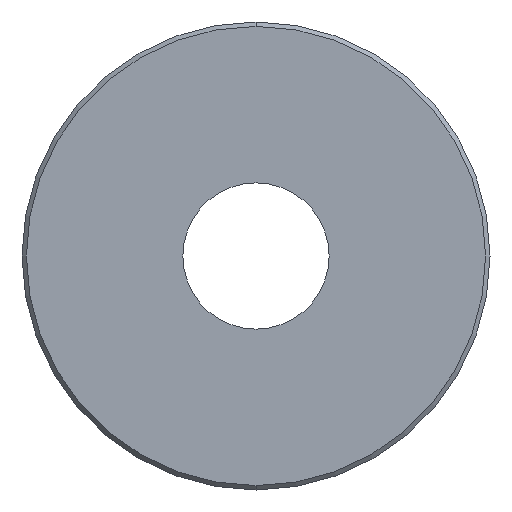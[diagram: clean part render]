
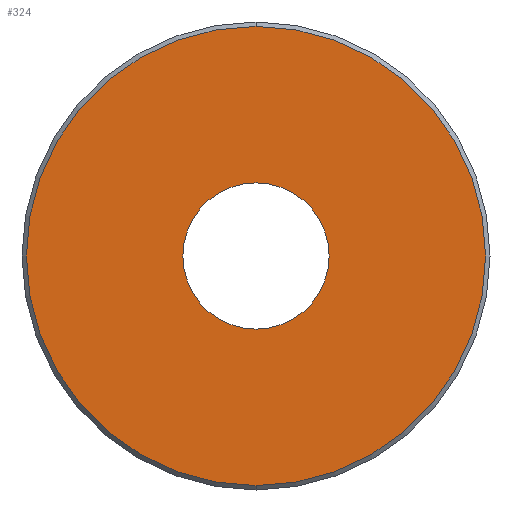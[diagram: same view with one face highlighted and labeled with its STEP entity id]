
A CAD part, front view. The second image highlights one B-rep face of the part: STEP entity #324.
In plain terms, the highlighted planar face has unit normal (0, -1, 0).
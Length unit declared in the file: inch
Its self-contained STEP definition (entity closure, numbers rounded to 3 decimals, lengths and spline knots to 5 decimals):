
#7 = CIRCLE ( 'NONE', #288, 0.0625 ) ;
#8 = EDGE_CURVE ( 'NONE', #143, #311, #170, .T. ) ;
#17 = CARTESIAN_POINT ( 'NONE',  ( 0., -0.0625, 0.0625 ) ) ;
#53 = AXIS2_PLACEMENT_3D ( 'NONE', #141, #256, #112 ) ;
#56 = FACE_OUTER_BOUND ( 'NONE', #328, .T. ) ;
#71 = ORIENTED_EDGE ( 'NONE', *, *, #95, .T. ) ;
#80 = DIRECTION ( 'NONE',  ( 0., -1., 0. ) ) ;
#83 = CARTESIAN_POINT ( 'NONE',  ( 0., -0.0625, 0. ) ) ;
#90 = DIRECTION ( 'NONE',  ( 0., 0., 1. ) ) ;
#95 = EDGE_CURVE ( 'NONE', #311, #143, #7, .T. ) ;
#112 = DIRECTION ( 'NONE',  ( 0., 0., 1. ) ) ;
#121 = CIRCLE ( 'NONE', #398, 0.19625 ) ;
#123 = CARTESIAN_POINT ( 'NONE',  ( 0., -0.0625, -0.19625 ) ) ;
#141 = CARTESIAN_POINT ( 'NONE',  ( 0., -0.0625, 0. ) ) ;
#143 = VERTEX_POINT ( 'NONE', #17 ) ;
#146 = CIRCLE ( 'NONE', #300, 0.19625 ) ;
#150 = CARTESIAN_POINT ( 'NONE',  ( 0., -0.0625, 0. ) ) ;
#152 = DIRECTION ( 'NONE',  ( 0., 0., 1. ) ) ;
#170 = CIRCLE ( 'NONE', #363, 0.0625 ) ;
#172 = FACE_BOUND ( 'NONE', #251, .T. ) ;
#197 = EDGE_CURVE ( 'NONE', #305, #270, #121, .T. ) ;
#221 = CARTESIAN_POINT ( 'NONE',  ( 0., -0.0625, -0.0625 ) ) ;
#237 = DIRECTION ( 'NONE',  ( 0., 0., 1. ) ) ;
#240 = ORIENTED_EDGE ( 'NONE', *, *, #197, .T. ) ;
#251 = EDGE_LOOP ( 'NONE', ( #326, #71 ) ) ;
#256 = DIRECTION ( 'NONE',  ( 0., 1., 0. ) ) ;
#270 = VERTEX_POINT ( 'NONE', #347 ) ;
#288 = AXIS2_PLACEMENT_3D ( 'NONE', #150, #358, #152 ) ;
#298 = CARTESIAN_POINT ( 'NONE',  ( 0., -0.0625, 0. ) ) ;
#300 = AXIS2_PLACEMENT_3D ( 'NONE', #348, #80, #352 ) ;
#305 = VERTEX_POINT ( 'NONE', #123 ) ;
#311 = VERTEX_POINT ( 'NONE', #221 ) ;
#324 = ADVANCED_FACE ( 'NONE', ( #56, #172 ), #382, .F. ) ;
#326 = ORIENTED_EDGE ( 'NONE', *, *, #8, .T. ) ;
#328 = EDGE_LOOP ( 'NONE', ( #336, #240 ) ) ;
#331 = DIRECTION ( 'NONE',  ( 0., 1., 0. ) ) ;
#336 = ORIENTED_EDGE ( 'NONE', *, *, #402, .T. ) ;
#347 = CARTESIAN_POINT ( 'NONE',  ( 0., -0.0625, 0.19625 ) ) ;
#348 = CARTESIAN_POINT ( 'NONE',  ( 0., -0.0625, 0. ) ) ;
#352 = DIRECTION ( 'NONE',  ( 0., 0., 1. ) ) ;
#355 = DIRECTION ( 'NONE',  ( 0., -1., 0. ) ) ;
#358 = DIRECTION ( 'NONE',  ( 0., 1., 0. ) ) ;
#363 = AXIS2_PLACEMENT_3D ( 'NONE', #298, #331, #90 ) ;
#382 = PLANE ( 'NONE',  #53 ) ;
#398 = AXIS2_PLACEMENT_3D ( 'NONE', #83, #355, #237 ) ;
#402 = EDGE_CURVE ( 'NONE', #270, #305, #146, .T. ) ;
